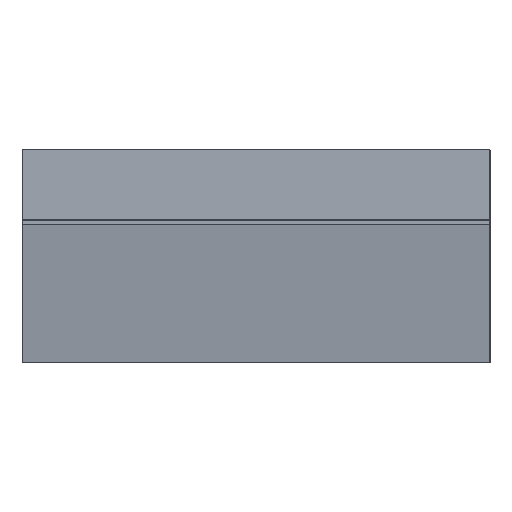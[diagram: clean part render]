
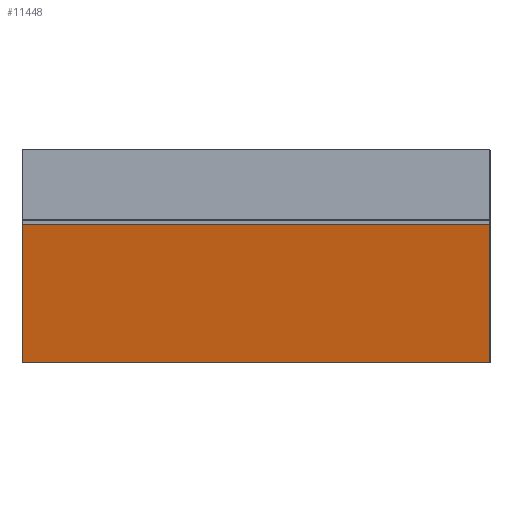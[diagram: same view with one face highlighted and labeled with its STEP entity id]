
A CAD part, top view. The second image highlights one B-rep face of the part: STEP entity #11448.
In plain terms, the highlighted planar face has unit normal (0, -0.174, 0.985).
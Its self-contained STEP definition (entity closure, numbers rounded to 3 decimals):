
#515 = ORIENTED_EDGE ( 'NONE', *, *, #12484, .F. ) ;
#521 = VERTEX_POINT ( 'NONE', #11974 ) ;
#1618 = EDGE_CURVE ( 'NONE', #11513, #4201, #5177, .T. ) ;
#1674 = LINE ( 'NONE', #7005, #2035 ) ;
#2035 = VECTOR ( 'NONE', #7078, 1000. ) ;
#2200 = FACE_OUTER_BOUND ( 'NONE', #6210, .T. ) ;
#2324 = LINE ( 'NONE', #6662, #13532 ) ;
#2542 = DIRECTION ( 'NONE',  ( 0., -0.174, 0.985 ) ) ;
#2596 = DIRECTION ( 'NONE',  ( 0., 0.985, 0.174 ) ) ;
#3611 = EDGE_CURVE ( 'NONE', #521, #11560, #2324, .T. ) ;
#4201 = VERTEX_POINT ( 'NONE', #11904 ) ;
#4591 = CARTESIAN_POINT ( 'NONE',  ( -5.05, 0.685, 4.5 ) ) ;
#5177 = LINE ( 'NONE', #12877, #6418 ) ;
#5677 = DIRECTION ( 'NONE',  ( 1., 0., 0. ) ) ;
#6210 = EDGE_LOOP ( 'NONE', ( #9680, #515, #10907, #7745 ) ) ;
#6418 = VECTOR ( 'NONE', #7674, 1000. ) ;
#6662 = CARTESIAN_POINT ( 'NONE',  ( -5.05, -2.295, 3.975 ) ) ;
#7005 = CARTESIAN_POINT ( 'NONE',  ( -5.05, -2.295, 3.975 ) ) ;
#7078 = DIRECTION ( 'NONE',  ( -1., 0., 0. ) ) ;
#7674 = DIRECTION ( 'NONE',  ( 0., -0.985, -0.174 ) ) ;
#7745 = ORIENTED_EDGE ( 'NONE', *, *, #7890, .F. ) ;
#7890 = EDGE_CURVE ( 'NONE', #4201, #521, #1674, .T. ) ;
#9680 = ORIENTED_EDGE ( 'NONE', *, *, #1618, .F. ) ;
#10211 = LINE ( 'NONE', #11320, #14121 ) ;
#10229 = CARTESIAN_POINT ( 'NONE',  ( 0., -2.295, 3.975 ) ) ;
#10907 = ORIENTED_EDGE ( 'NONE', *, *, #3611, .F. ) ;
#11197 = PLANE ( 'NONE',  #12895 ) ;
#11320 = CARTESIAN_POINT ( 'NONE',  ( 5.05, 0.685, 4.5 ) ) ;
#11342 = CARTESIAN_POINT ( 'NONE',  ( 5.05, 0.685, 4.5 ) ) ;
#11448 = ADVANCED_FACE ( 'NONE', ( #2200 ), #11197, .T. ) ;
#11513 = VERTEX_POINT ( 'NONE', #11342 ) ;
#11560 = VERTEX_POINT ( 'NONE', #4591 ) ;
#11904 = CARTESIAN_POINT ( 'NONE',  ( 5.05, -2.295, 3.975 ) ) ;
#11974 = CARTESIAN_POINT ( 'NONE',  ( -5.05, -2.295, 3.975 ) ) ;
#12484 = EDGE_CURVE ( 'NONE', #11560, #11513, #10211, .T. ) ;
#12877 = CARTESIAN_POINT ( 'NONE',  ( 5.05, -2.295, 3.975 ) ) ;
#12895 = AXIS2_PLACEMENT_3D ( 'NONE', #10229, #2542, #13389 ) ;
#13389 = DIRECTION ( 'NONE',  ( 1., 0., 0. ) ) ;
#13532 = VECTOR ( 'NONE', #2596, 1000. ) ;
#14121 = VECTOR ( 'NONE', #5677, 1000. ) ;
